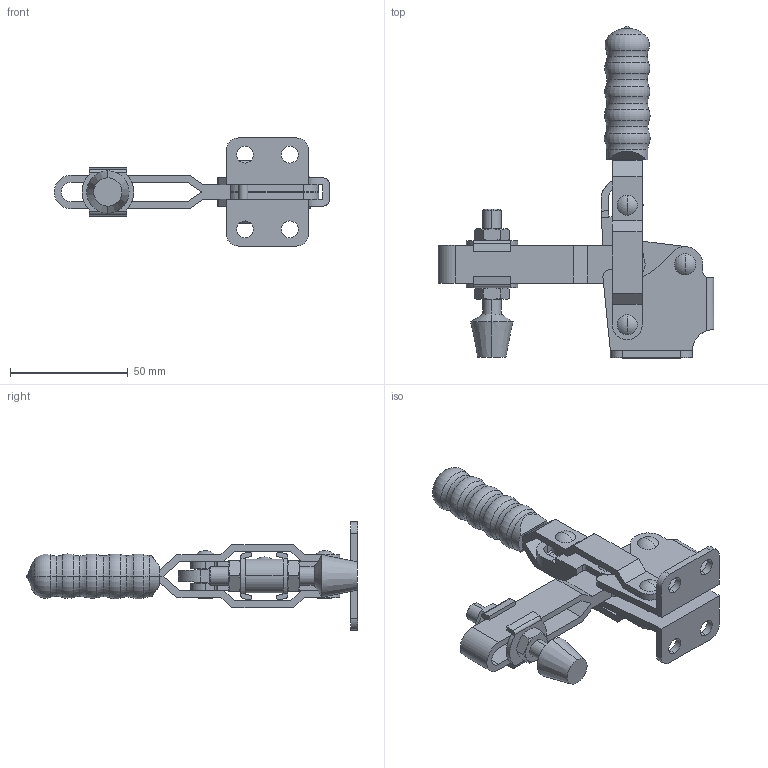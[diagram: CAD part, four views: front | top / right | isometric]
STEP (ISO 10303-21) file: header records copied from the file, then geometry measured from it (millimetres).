
FILE_DESCRIPTION (( 'STEP AP214' ), '1' );
FILE_NAME ('GH-12130(Â²¤Æ).STEP', '2020-03-30T08:25:54', ( 'LinWei' ), ( '' ), 'SwSTEP 2.0', 'SolidWorks 2016', '' );
FILE_SCHEMA (( 'AUTOMOTIVE_DESIGN' ));
Length unit declared in the file: millimetre
Products named in the file (6): 11213009-1^GH-12130(簡化); Group5^GH-12130(簡化); Group4^GH-12130(簡化); Group2^GH-12130(簡化); Group1^GH-12130(簡化); GH-12130(簡化)
Assembly tree (5 placements, depth 2):
  GH-12130(簡化)
    Group1^GH-12130(簡化)
    Group2^GH-12130(簡化)
    Group4^GH-12130(簡化)
    Group5^GH-12130(簡化)
    11213009-1^GH-12130(簡化)
Bounding box: 117.19 x 141.15 x 46 mm (x, y, z)
Volume: 56749 mm3; surface area: 35873.2 mm2
Topology: 5 solids, 5 shells, 337 faces, 858 edges, 547 vertices
Faces by surface type: plane 152, cylinder 98, torus 42, cone 34, sphere 10, bspline 1
Entity records: 11925 total; most frequent: CARTESIAN_POINT 2103, DIRECTION 1826, ORIENTED_EDGE 1712, EDGE_CURVE 856, AXIS2_PLACEMENT_3D 686, VERTEX_POINT 547, LINE 454, VECTOR 454
